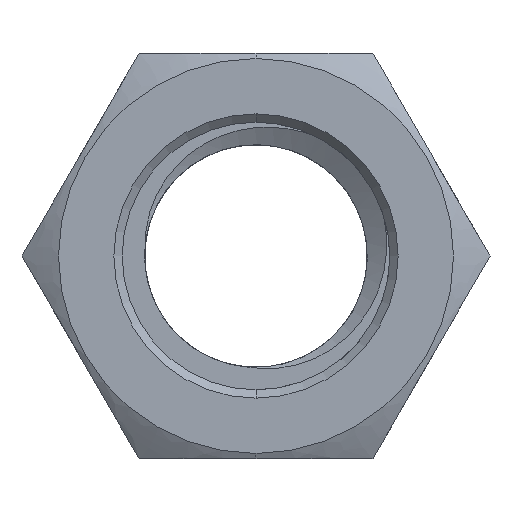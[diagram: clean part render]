
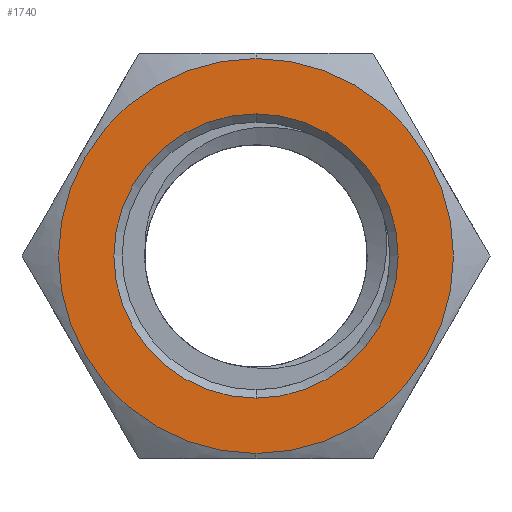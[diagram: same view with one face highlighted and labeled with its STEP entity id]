
A CAD part, front view. The second image highlights one B-rep face of the part: STEP entity #1740.
In plain terms, the highlighted planar face has unit normal (0, -1, 0).
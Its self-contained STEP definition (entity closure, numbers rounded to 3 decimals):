
#39 = ORIENTED_EDGE ( 'NONE', *, *, #4613, .F. ) ;
#121 = CIRCLE ( 'NONE', #784, 3.8 ) ;
#165 = CARTESIAN_POINT ( 'NONE',  ( 0., -1.95, 3.8 ) ) ;
#208 = EDGE_CURVE ( 'NONE', #1536, #299, #121, .T. ) ;
#299 = VERTEX_POINT ( 'NONE', #165 ) ;
#396 = EDGE_CURVE ( 'NONE', #4627, #2058, #445, .T. ) ;
#413 = CARTESIAN_POINT ( 'NONE',  ( 0., -1.95, 0. ) ) ;
#439 = FACE_BOUND ( 'NONE', #2900, .T. ) ;
#445 = CIRCLE ( 'NONE', #4283, 2.735 ) ;
#489 = CARTESIAN_POINT ( 'NONE',  ( 0., -1.95, 0. ) ) ;
#784 = AXIS2_PLACEMENT_3D ( 'NONE', #1289, #4877, #4483 ) ;
#807 = DIRECTION ( 'NONE',  ( 0., 1., 0. ) ) ;
#858 = FACE_OUTER_BOUND ( 'NONE', #1552, .T. ) ;
#970 = CARTESIAN_POINT ( 'NONE',  ( 0., -1.95, 2.735 ) ) ;
#1230 = CARTESIAN_POINT ( 'NONE',  ( 0., -1.95, 0. ) ) ;
#1248 = DIRECTION ( 'NONE',  ( 0., 1., 0. ) ) ;
#1289 = CARTESIAN_POINT ( 'NONE',  ( 0., -1.95, 0. ) ) ;
#1536 = VERTEX_POINT ( 'NONE', #1631 ) ;
#1552 = EDGE_LOOP ( 'NONE', ( #39, #2339 ) ) ;
#1631 = CARTESIAN_POINT ( 'NONE',  ( 0., -1.95, -3.8 ) ) ;
#1740 = ADVANCED_FACE ( 'NONE', ( #858, #439 ), #2812, .F. ) ;
#1835 = CIRCLE ( 'NONE', #3587, 3.8 ) ;
#2058 = VERTEX_POINT ( 'NONE', #970 ) ;
#2309 = AXIS2_PLACEMENT_3D ( 'NONE', #489, #1248, #4513 ) ;
#2339 = ORIENTED_EDGE ( 'NONE', *, *, #208, .F. ) ;
#2475 = ORIENTED_EDGE ( 'NONE', *, *, #5127, .T. ) ;
#2812 = PLANE ( 'NONE',  #2916 ) ;
#2900 = EDGE_LOOP ( 'NONE', ( #4041, #2475 ) ) ;
#2916 = AXIS2_PLACEMENT_3D ( 'NONE', #413, #807, #4415 ) ;
#2946 = CARTESIAN_POINT ( 'NONE',  ( 0., -1.95, 0. ) ) ;
#3207 = CARTESIAN_POINT ( 'NONE',  ( 0., -1.95, -2.735 ) ) ;
#3381 = CIRCLE ( 'NONE', #2309, 2.735 ) ;
#3496 = DIRECTION ( 'NONE',  ( 0., 1., 0. ) ) ;
#3587 = AXIS2_PLACEMENT_3D ( 'NONE', #1230, #3496, #5103 ) ;
#4041 = ORIENTED_EDGE ( 'NONE', *, *, #396, .T. ) ;
#4283 = AXIS2_PLACEMENT_3D ( 'NONE', #2946, #4920, #4996 ) ;
#4415 = DIRECTION ( 'NONE',  ( 0., 0., 1. ) ) ;
#4483 = DIRECTION ( 'NONE',  ( 0., 0., 1. ) ) ;
#4513 = DIRECTION ( 'NONE',  ( 0., 0., 1. ) ) ;
#4613 = EDGE_CURVE ( 'NONE', #299, #1536, #1835, .T. ) ;
#4627 = VERTEX_POINT ( 'NONE', #3207 ) ;
#4877 = DIRECTION ( 'NONE',  ( 0., 1., 0. ) ) ;
#4920 = DIRECTION ( 'NONE',  ( 0., 1., 0. ) ) ;
#4996 = DIRECTION ( 'NONE',  ( 0., 0., 1. ) ) ;
#5103 = DIRECTION ( 'NONE',  ( 0., 0., 1. ) ) ;
#5127 = EDGE_CURVE ( 'NONE', #2058, #4627, #3381, .T. ) ;
